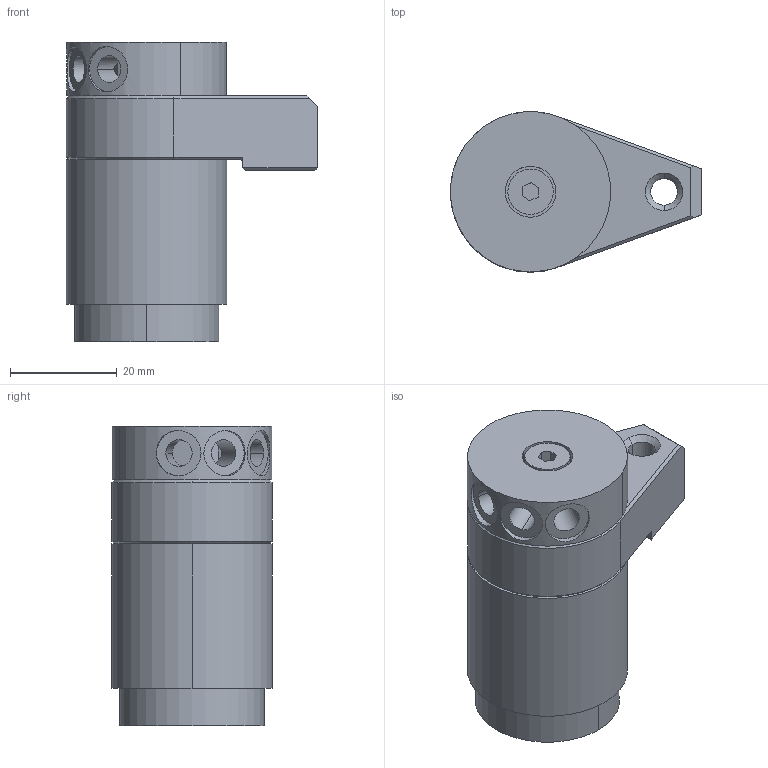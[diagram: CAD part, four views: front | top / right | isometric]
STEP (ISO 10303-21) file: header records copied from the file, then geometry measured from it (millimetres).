
FILE_DESCRIPTION (( 'STEP AP203' ), '1' );
FILE_NAME ('QLSW150NL.STEP', '2023-08-24T00:57:56', ( '' ), ( '' ), 'SwSTEP 2.0', 'SolidWorks 2021', '' );
FILE_SCHEMA (( 'CONFIG_CONTROL_DESIGN' ));
Length unit declared in the file: millimetre
Products named in the file (5): QLSW150NL_01; QLSW150NL_02; QLSW150NL_03; QLSW150NL; QLSW150NL_04
Assembly tree (4 placements, depth 2):
  QLSW150NL
    QLSW150NL_01
    QLSW150NL_02
    QLSW150NL_03
    QLSW150NL_04
Bounding box: 47.01 x 30 x 56 mm (x, y, z)
Volume: 34884.3 mm3; surface area: 16754.7 mm2
Topology: 4 solids, 4 shells, 105 faces, 229 edges, 146 vertices
Faces by surface type: cylinder 48, plane 46, cone 11
Entity records: 3614 total; most frequent: CARTESIAN_POINT 703, DIRECTION 543, ORIENTED_EDGE 458, EDGE_CURVE 229, AXIS2_PLACEMENT_3D 214, VERTEX_POINT 146, EDGE_LOOP 129, VECTOR 115
